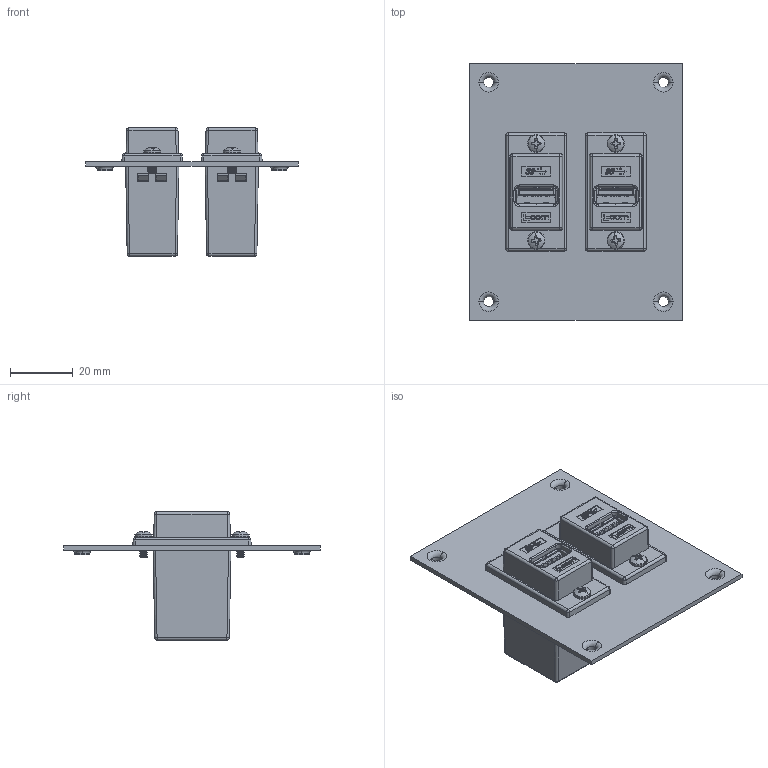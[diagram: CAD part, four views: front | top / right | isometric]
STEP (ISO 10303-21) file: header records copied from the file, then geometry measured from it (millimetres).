
FILE_DESCRIPTION (( 'STEP AP214' ), '1' );
FILE_NAME ('USP2ECF3-3UABS-HR_3D.step', '2024-05-30T19:02:23', ( '' ), ( '' ), 'SwSTEP 2.0', 'SolidWorks 2022', '' );
FILE_SCHEMA (( 'AUTOMOTIVE_DESIGN' ));
Length unit declared in the file: inch
Products named in the file (11): 1AA05-134_90 deg bend; 1AG01-311; 1AA05-133_Crimped; USP229B3; 1AG01-314; 91772A106_91772A106; 1BC01-108; ECF504-30-UABS-HR; USP2ECF3-3UABS-HR_3D; 1AM07-154; ECF504-30-UABS-HR-MA1
Assembly tree (14 placements, depth 4):
  USP2ECF3-3UABS-HR_3D
    USP229B3
    ECF504-30-UABS-HR  x2
      ECF504-30-UABS-HR-MA1
        1BC01-108
        1AA05-133_Crimped
        1AA05-134_90 deg bend
      1AG01-311
      1AG01-314
      1AM07-154
    91772A106_91772A106  x4
Bounding box: 68.07 x 82.04 x 41.06 mm (x, y, z)
Volume: 27308.4 mm3; surface area: 40073.1 mm2
Topology: 27 solids, 27 shells, 5622 faces, 15302 edges, 10014 vertices
Faces by surface type: plane 3248, cylinder 1410, bspline 788, torus 68, cone 68, sphere 40
Entity records: 121097 total; most frequent: CARTESIAN_POINT 40454, ORIENTED_EDGE 14830, DIRECTION 12008, EDGE_CURVE 7415, VECTOR 5158, LINE 5158, VERTEX_POINT 4858, AXIS2_PLACEMENT_3D 3425
